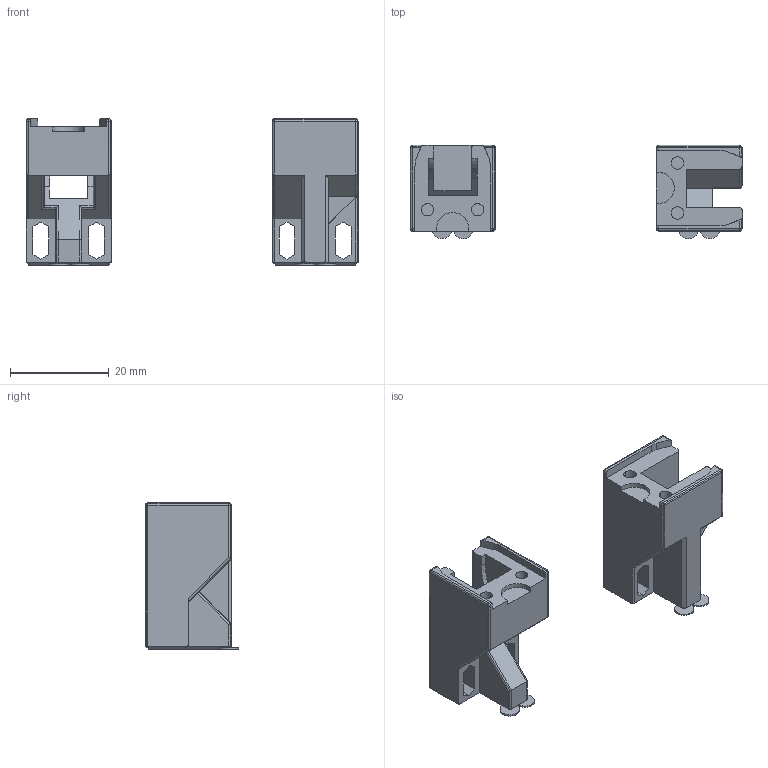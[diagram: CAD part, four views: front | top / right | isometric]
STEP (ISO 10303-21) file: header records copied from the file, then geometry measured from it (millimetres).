
FILE_DESCRIPTION(('STEP AP214'),'1');
FILE_NAME('OmronFotekV3.stp','2022-03-06T18:37:40',(' '),(' '),'Spatial InterOp 3D',' ',' ');
FILE_SCHEMA(('automotive_design'));
Length unit declared in the file: inch
Products named in the file (6): 1; 2; 3; 4; 5; 6
Bounding box: 67.36 x 18.9 x 29.7 mm (x, y, z)
Volume: 10209.7 mm3; surface area: 6438.9 mm2
Topology: 6 solids, 6 shells, 282 faces, 728 edges, 459 vertices
Faces by surface type: cylinder 145, plane 116, sphere 20, bspline 1
Entity records: 11168 total; most frequent: CARTESIAN_POINT 1671, DIRECTION 1575, ORIENTED_EDGE 1454, EDGE_CURVE 727, AXIS2_PLACEMENT_3D 571, VERTEX_POINT 459, LINE 433, VECTOR 433
